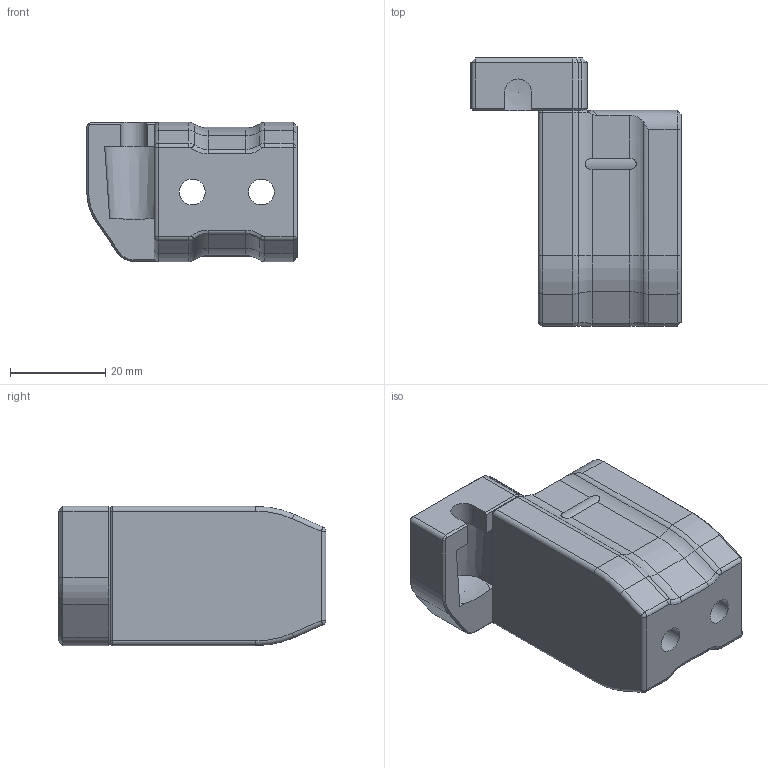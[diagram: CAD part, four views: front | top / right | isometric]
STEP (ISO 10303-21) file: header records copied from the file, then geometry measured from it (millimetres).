
FILE_DESCRIPTION(/* description */ (''),/* implementation_level */ '2;1');
FILE_NAME(/* name */ 'Bearing Block.stp',/* time_stamp */ '2024-08-23T17:48:35-06:00',/* author */ ('PC'),/* organization */ (''),/* preprocessor_version */ 'ST-DEVELOPER v20',/* originating_system */ 'Autodesk Inventor 2025',/* authorisation */ '');
FILE_SCHEMA (('AUTOMOTIVE_DESIGN { 1 0 10303 214 3 1 1 }'));
Length unit declared in the file: millimetre
Products named in the file (1): Bearing Block
Bounding box: 44.1 x 56.2 x 29.2 mm (x, y, z)
Volume: 36836.3 mm3; surface area: 11466.9 mm2
Topology: 2 solids, 2 shells, 193 faces, 458 edges, 269 vertices
Faces by surface type: cylinder 68, plane 62, cone 32, torus 17, bspline 11, sphere 3
Full cylindrical faces by diameter (mm): 3.4 x2, 4.7 x2, 5.4 x2, 6 x2
Entity records: 5961 total; most frequent: CARTESIAN_POINT 1438, DIRECTION 979, ORIENTED_EDGE 910, EDGE_CURVE 455, AXIS2_PLACEMENT_3D 371, VERTEX_POINT 269, LINE 237, VECTOR 237
